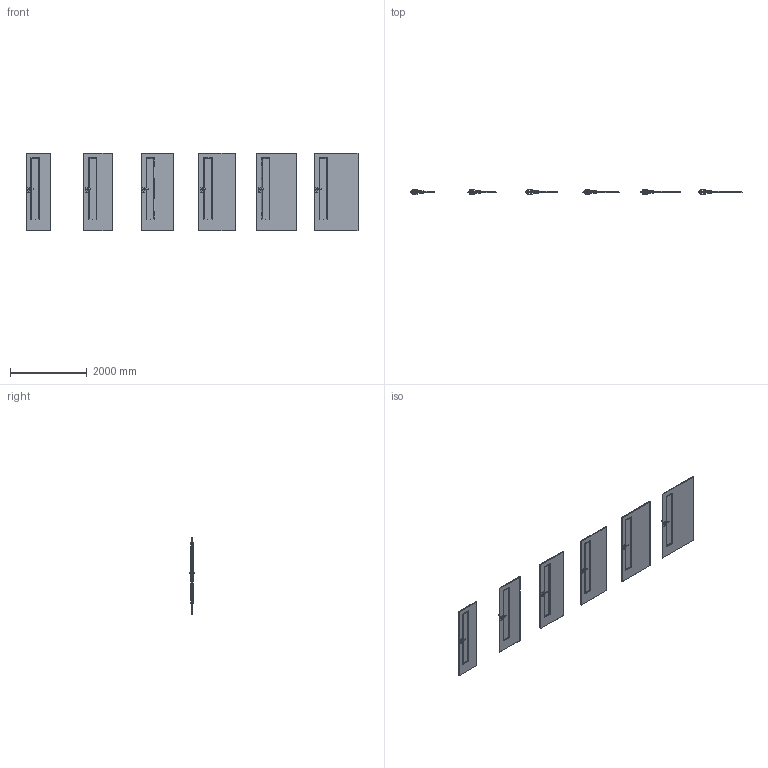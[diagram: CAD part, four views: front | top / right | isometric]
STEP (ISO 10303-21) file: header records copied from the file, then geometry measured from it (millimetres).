
FILE_DESCRIPTION(/* description */ (''),/* implementation_level */ '2;1');
FILE_NAME(/* name */ '050011_A_2-Skrzydło MINIMAX model L_ polska norma _PN__ przylgowe..stp',/* time_stamp */ '2024-12-16T12:55:40+01:00',/* author */ (''),/* organization */ (''),/* preprocessor_version */ 'ST-DEVELOPER v16',/* originating_system */ 'SIEMENS PLM Software NX 11.0',/* authorisation */ '');
FILE_SCHEMA (('AUTOMOTIVE_DESIGN { 1 0 10303 214 3 1 1 1 }'));
Products named in the file (1): bkni56B0C2FDl1qy
Bounding box: 8644 x 153.27 x 2030 mm (x, y, z)
Volume: 359031638.3 mm3; surface area: 25510280.6 mm2
Topology: 30 solids, 36 shells, 1752 faces, 4620 edges, 2664 vertices
Faces by surface type: plane 744, bspline 552, cylinder 288, sphere 168
Entity records: 82131 total; most frequent: CARTESIAN_POINT 43645, ORIENTED_EDGE 8904, DIRECTION 6410, EDGE_CURVE 4452, VERTEX_POINT 2664, LINE 2352, VECTOR 2352, AXIS2_PLACEMENT_3D 2029
